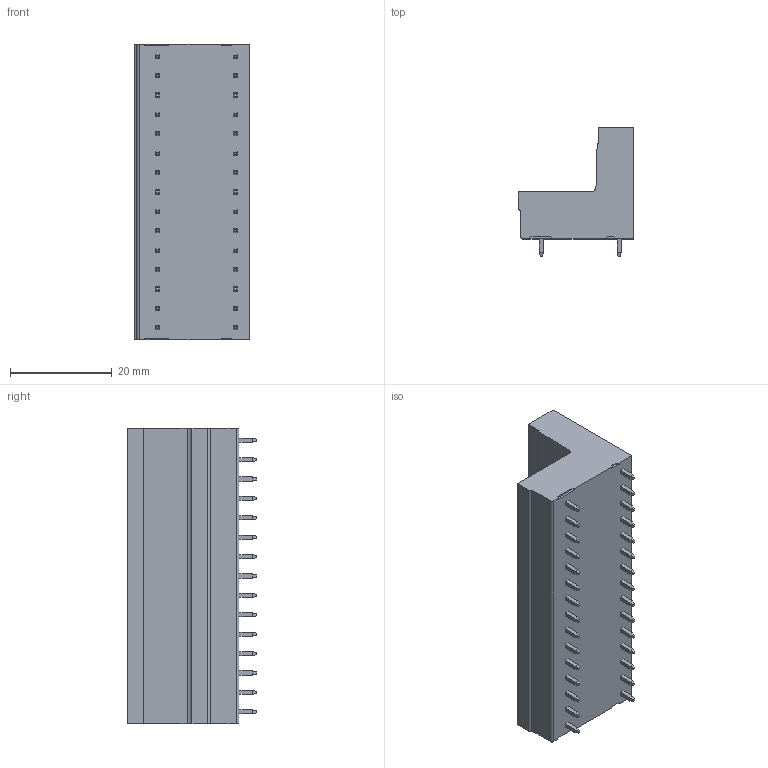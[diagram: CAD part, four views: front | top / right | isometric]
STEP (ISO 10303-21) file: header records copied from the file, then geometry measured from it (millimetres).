
FILE_DESCRIPTION((''),'2;1');
FILE_NAME('TLPHDC-105V-1','2024-09-19T16:11:18',('sheji109'),(''),'CREO PARAMETRIC BY PTC INC, 2018100','CREO PARAMETRIC BY PTC INC, 2018100','');
FILE_SCHEMA(('CONFIG_CONTROL_DESIGN'));
Products named in the file (1): TLPHDC-105V-1
Bounding box: 22.7 x 25.4 x 57.94 mm (x, y, z)
Volume: 13507.2 mm3; surface area: 13861 mm2
Topology: 1 solids, 15 shells, 2018 faces, 5205 edges, 3323 vertices
Faces by surface type: plane 1835, cylinder 138, cone 30, sphere 15
Entity records: 60180 total; most frequent: CARTESIAN_POINT 11036, ORIENTED_EDGE 10380, DIRECTION 9522, EDGE_CURVE 5190, VECTOR 4660, LINE 4660, VERTEX_POINT 3323, AXIS2_PLACEMENT_3D 2431
